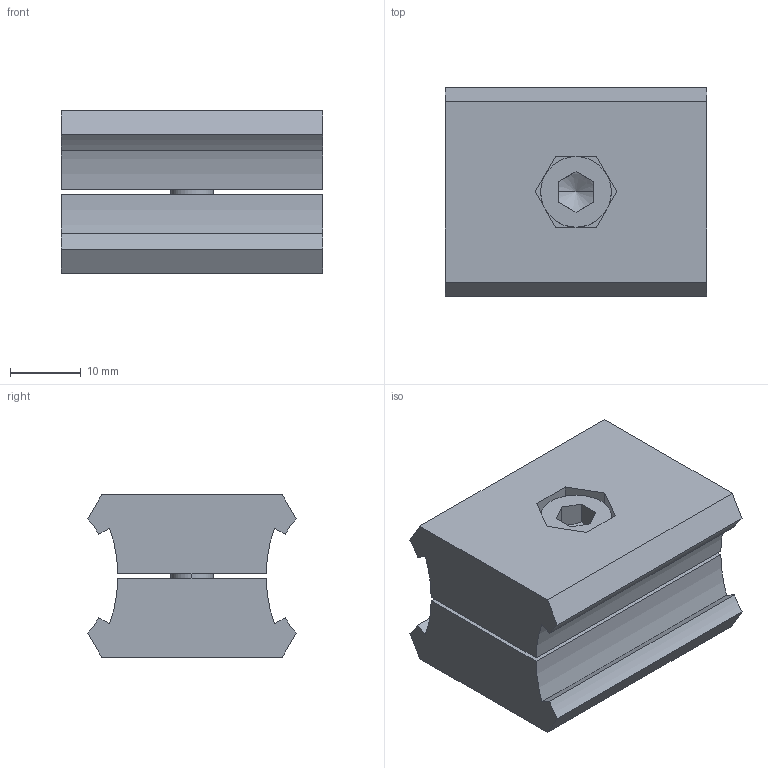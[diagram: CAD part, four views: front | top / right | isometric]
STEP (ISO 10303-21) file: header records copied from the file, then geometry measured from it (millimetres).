
FILE_DESCRIPTION(/* description */ (''),/* implementation_level */ '2;1');
FILE_NAME(/* name */ '41D-106-0.stp',/* time_stamp */ '2022-07-21T09:54:37-04:00',/* author */ ('aorselli'),/* organization */ (''),/* preprocessor_version */ 'ST-DEVELOPER v18.1',/* originating_system */ 'AutoCAD Mechanical',/* authorisation */ '');
FILE_SCHEMA (('AUTOMOTIVE_DESIGN { 1 0 10303 214 3 1 1 }'));
Length unit declared in the file: millimetre
Products named in the file (2): 41D-106-0
Assembly tree (1 placements, depth 2):
  41D-106-0
    41D-106-0
Bounding box: 37 x 29.51 x 23 mm (x, y, z)
Volume: 20098.2 mm3; surface area: 8410.4 mm2
Topology: 4 solids, 4 shells, 83 faces, 210 edges, 137 vertices
Faces by surface type: plane 47, cylinder 24, cone 12
Entity records: 2672 total; most frequent: CARTESIAN_POINT 675, ORIENTED_EDGE 416, DIRECTION 390, EDGE_CURVE 208, VERTEX_POINT 137, AXIS2_PLACEMENT_3D 132, LINE 126, VECTOR 126
